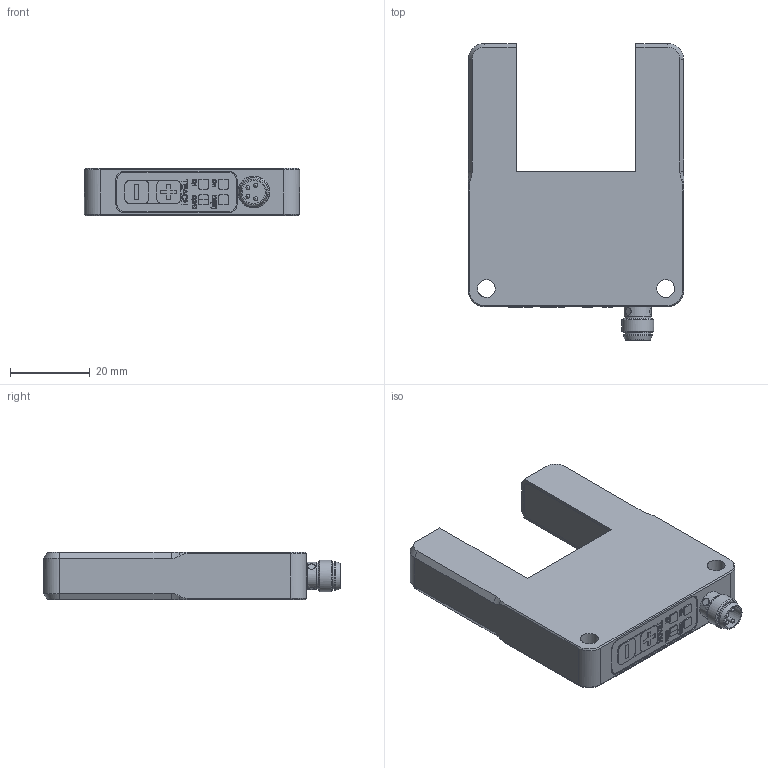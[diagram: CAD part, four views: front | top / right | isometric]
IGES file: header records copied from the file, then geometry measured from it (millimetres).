
Global section: file name: OGUTI 30; native system: Autodesk Inventor 2022; preprocessor: unknown; author: ck; organization: di-soric GmbH & Co. KG; date: 20220427.122601; units: millimetre
Bounding box: 54 x 74.5 x 12 mm (x, y, z)
Volume: 30787.3 mm3; surface area: 10897.7 mm2
Topology: 7 solids, 7 shells, 592 faces, 1569 edges, 1034 vertices
Faces by surface type: bspline 592
